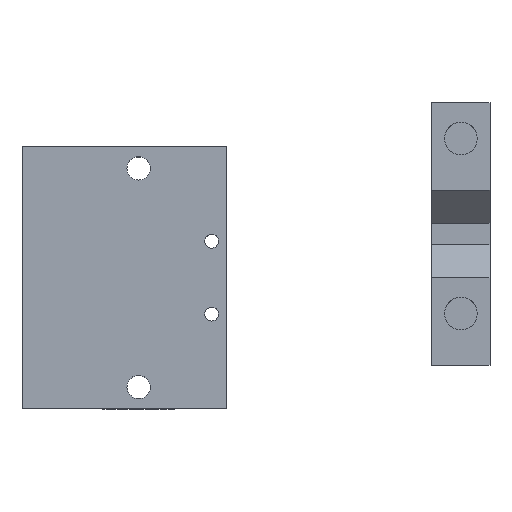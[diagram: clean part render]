
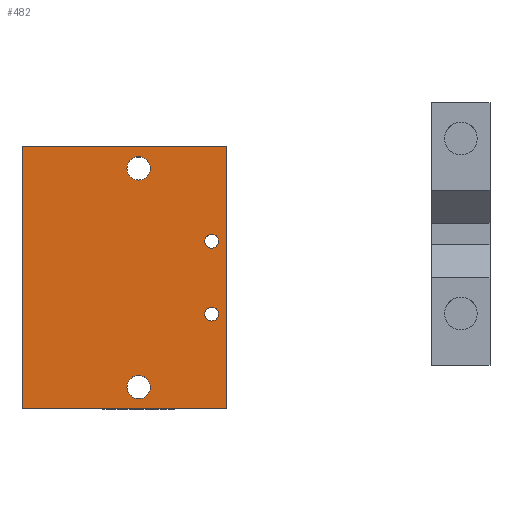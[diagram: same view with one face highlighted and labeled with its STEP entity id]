
A CAD part, top view. The second image highlights one B-rep face of the part: STEP entity #482.
In plain terms, the highlighted planar face has unit normal (0, 0, 1).
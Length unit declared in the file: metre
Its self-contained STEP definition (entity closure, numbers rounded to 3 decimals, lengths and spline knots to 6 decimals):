
#29=LINE('',#744,#67);
#30=LINE('',#747,#68);
#31=LINE('',#749,#69);
#32=LINE('',#751,#70);
#67=VECTOR('',#600,1.);
#68=VECTOR('',#601,1.);
#69=VECTOR('',#602,1.);
#70=VECTOR('',#603,1.);
#105=ORIENTED_EDGE('',*,*,#229,.F.);
#106=ORIENTED_EDGE('',*,*,#230,.F.);
#107=ORIENTED_EDGE('',*,*,#231,.T.);
#108=ORIENTED_EDGE('',*,*,#232,.F.);
#109=ORIENTED_EDGE('',*,*,#233,.F.);
#110=ORIENTED_EDGE('',*,*,#234,.T.);
#111=ORIENTED_EDGE('',*,*,#235,.T.);
#112=ORIENTED_EDGE('',*,*,#236,.T.);
#229=EDGE_CURVE('',#291,#291,#337,.T.);
#230=EDGE_CURVE('',#292,#292,#338,.T.);
#231=EDGE_CURVE('',#293,#294,#29,.T.);
#232=EDGE_CURVE('',#295,#294,#30,.T.);
#233=EDGE_CURVE('',#296,#295,#31,.T.);
#234=EDGE_CURVE('',#296,#293,#32,.T.);
#235=EDGE_CURVE('',#297,#297,#339,.T.);
#236=EDGE_CURVE('',#298,#298,#340,.T.);
#291=VERTEX_POINT('',#741);
#292=VERTEX_POINT('',#743);
#293=VERTEX_POINT('',#745);
#294=VERTEX_POINT('',#746);
#295=VERTEX_POINT('',#748);
#296=VERTEX_POINT('',#750);
#297=VERTEX_POINT('',#753);
#298=VERTEX_POINT('',#755);
#337=CIRCLE('',#540,0.00095);
#338=CIRCLE('',#541,0.00095);
#339=CIRCLE('',#542,0.0016);
#340=CIRCLE('',#543,0.0016);
#357=EDGE_LOOP('',(#105));
#358=EDGE_LOOP('',(#106));
#359=EDGE_LOOP('',(#107,#108,#109,#110));
#360=EDGE_LOOP('',(#111));
#361=EDGE_LOOP('',(#112));
#409=FACE_BOUND('',#357,.T.);
#410=FACE_BOUND('',#358,.T.);
#411=FACE_BOUND('',#359,.T.);
#412=FACE_BOUND('',#360,.T.);
#413=FACE_BOUND('',#361,.T.);
#461=PLANE('',#539);
#482=ADVANCED_FACE('',(#409,#410,#411,#412,#413),#461,.F.);
#539=AXIS2_PLACEMENT_3D('',#739,#594,#595);
#540=AXIS2_PLACEMENT_3D('',#740,#596,#597);
#541=AXIS2_PLACEMENT_3D('',#742,#598,#599);
#542=AXIS2_PLACEMENT_3D('',#752,#604,#605);
#543=AXIS2_PLACEMENT_3D('',#754,#606,#607);
#594=DIRECTION('',(0.,0.,-1.));
#595=DIRECTION('',(-1.,0.,0.));
#596=DIRECTION('',(0.,0.,1.));
#597=DIRECTION('',(1.,0.,0.));
#598=DIRECTION('',(0.,0.,1.));
#599=DIRECTION('',(1.,0.,0.));
#600=DIRECTION('',(-1.,0.,0.));
#601=DIRECTION('',(0.,1.,0.));
#602=DIRECTION('',(-1.,0.,0.));
#603=DIRECTION('',(0.,1.,0.));
#604=DIRECTION('',(0.,0.,-1.));
#605=DIRECTION('',(1.,0.,0.));
#606=DIRECTION('',(0.,0.,-1.));
#607=DIRECTION('',(1.,0.,0.));
#739=CARTESIAN_POINT('',(-0.042192,-0.036,0.012224));
#740=CARTESIAN_POINT('',(-0.030192,-0.023,0.012224));
#741=CARTESIAN_POINT('',(-0.029242,-0.023,0.012224));
#742=CARTESIAN_POINT('',(-0.030192,-0.013,0.012224));
#743=CARTESIAN_POINT('',(-0.029242,-0.013,0.012224));
#744=CARTESIAN_POINT('',(-0.042192,0.,0.012224));
#745=CARTESIAN_POINT('',(-0.028192,0.,0.012224));
#746=CARTESIAN_POINT('',(-0.056192,0.,0.012224));
#747=CARTESIAN_POINT('',(-0.056192,-0.036,0.012224));
#748=CARTESIAN_POINT('',(-0.056192,-0.036,0.012224));
#749=CARTESIAN_POINT('',(-0.042192,-0.036,0.012224));
#750=CARTESIAN_POINT('',(-0.028192,-0.036,0.012224));
#751=CARTESIAN_POINT('',(-0.028192,-0.036,0.012224));
#752=CARTESIAN_POINT('',(-0.040192,-0.003,0.012224));
#753=CARTESIAN_POINT('',(-0.038592,-0.003,0.012224));
#754=CARTESIAN_POINT('',(-0.040192,-0.033,0.012224));
#755=CARTESIAN_POINT('',(-0.038592,-0.033,0.012224));
